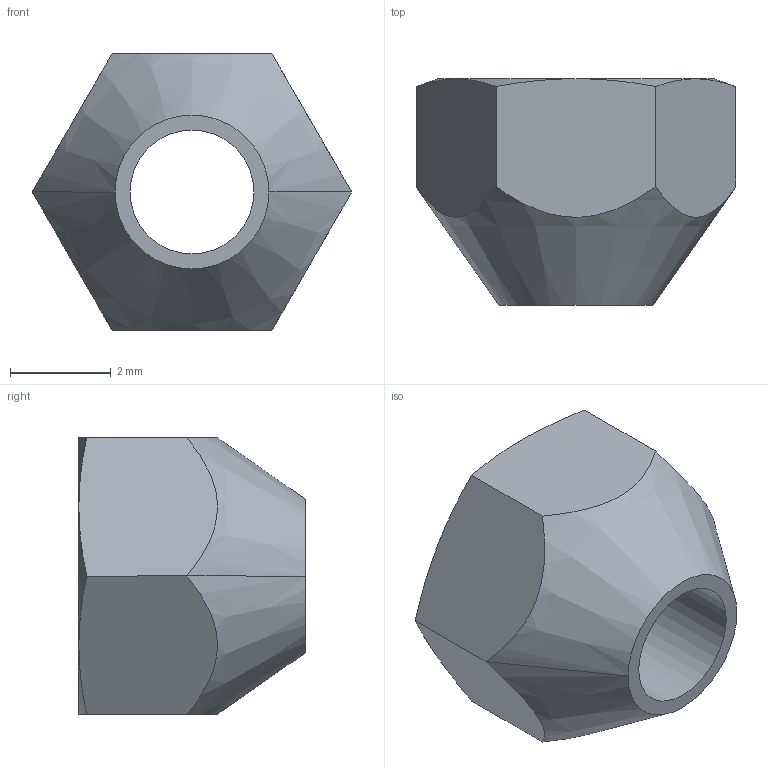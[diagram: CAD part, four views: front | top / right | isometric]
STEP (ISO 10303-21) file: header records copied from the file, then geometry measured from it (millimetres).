
FILE_DESCRIPTION (( 'STEP AP214' ), '1' );
FILE_NAME ('User Library-DIN EN ISO 7040.STEP', '2015-06-28T10:16:13', ( 'Windows User' ), ( '' ), 'SwSTEP 2.0', 'SolidWorks 2015', '' );
FILE_SCHEMA (( 'AUTOMOTIVE_DESIGN' ));
Length unit declared in the file: millimetre
Products named in the file (1): User Library-DIN EN ISO 7040
Bounding box: 6.35 x 4.5 x 5.5 mm (x, y, z)
Volume: 76 mm3; surface area: 139.4 mm2
Topology: 1 solids, 1 shells, 19 faces, 42 edges, 25 vertices
Faces by surface type: cone 9, plane 8, cylinder 2
Entity records: 663 total; most frequent: CARTESIAN_POINT 209, ORIENTED_EDGE 84, DIRECTION 77, EDGE_CURVE 42, AXIS2_PLACEMENT_3D 33, VERTEX_POINT 25, EDGE_LOOP 21, FACE_OUTER_BOUND 19
